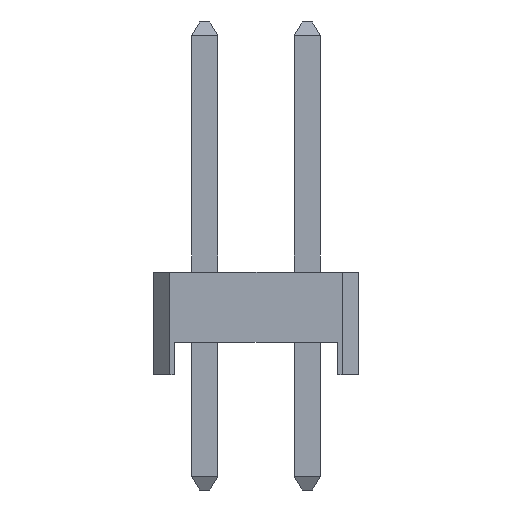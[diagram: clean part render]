
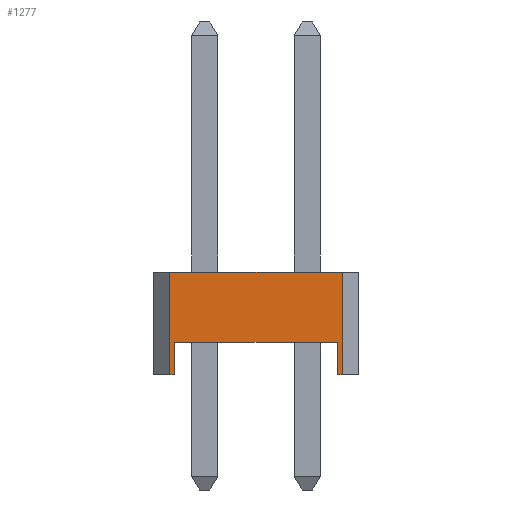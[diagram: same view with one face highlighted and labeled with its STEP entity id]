
A CAD part, left-side view. The second image highlights one B-rep face of the part: STEP entity #1277.
In plain terms, the highlighted planar face has unit normal (-1, 0, 0).
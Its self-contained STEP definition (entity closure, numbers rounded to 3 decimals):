
#632=DIRECTION('',(0.,1.,0.));
#633=VECTOR('',#632,4.28);
#634=CARTESIAN_POINT('',(-1.27,-3.41,-0.4));
#635=LINE('',#634,#633);
#765=DIRECTION('',(0.,1.,0.));
#766=VECTOR('',#765,0.12);
#767=CARTESIAN_POINT('',(-1.27,0.75,-2.94));
#768=LINE('',#767,#766);
#779=DIRECTION('',(0.,1.,0.));
#780=VECTOR('',#779,0.12);
#781=CARTESIAN_POINT('',(-1.27,-3.41,-2.94));
#782=LINE('',#781,#780);
#828=DIRECTION('',(0.,0.,-1.));
#829=VECTOR('',#828,0.8);
#830=CARTESIAN_POINT('',(-1.27,0.75,-2.14));
#831=LINE('',#830,#829);
#835=DIRECTION('',(0.,0.,-1.));
#836=VECTOR('',#835,2.54);
#837=CARTESIAN_POINT('',(-1.27,0.87,-0.4));
#838=LINE('',#837,#836);
#842=DIRECTION('',(0.,0.,-1.));
#843=VECTOR('',#842,2.54);
#844=CARTESIAN_POINT('',(-1.27,-3.41,-0.4));
#845=LINE('',#844,#843);
#849=DIRECTION('',(0.,0.,-1.));
#850=VECTOR('',#849,0.8);
#851=CARTESIAN_POINT('',(-1.27,-3.29,-2.14));
#852=LINE('',#851,#850);
#856=DIRECTION('',(0.,1.,0.));
#857=VECTOR('',#856,4.04);
#858=CARTESIAN_POINT('',(-1.27,-3.29,-2.14));
#859=LINE('',#858,#857);
#970=CARTESIAN_POINT('',(-1.27,0.87,-0.4));
#972=VERTEX_POINT('',#970);
#975=CARTESIAN_POINT('',(-1.27,0.87,-2.94));
#976=VERTEX_POINT('',#975);
#977=CARTESIAN_POINT('',(-1.27,-3.41,-0.4));
#979=VERTEX_POINT('',#977);
#981=CARTESIAN_POINT('',(-1.27,-3.41,-2.94));
#982=VERTEX_POINT('',#981);
#1001=CARTESIAN_POINT('',(-1.27,0.75,-2.14));
#1002=CARTESIAN_POINT('',(-1.27,0.75,-2.94));
#1003=VERTEX_POINT('',#1001);
#1004=VERTEX_POINT('',#1002);
#1005=CARTESIAN_POINT('',(-1.27,-3.29,-2.14));
#1006=CARTESIAN_POINT('',(-1.27,-3.29,-2.94));
#1007=VERTEX_POINT('',#1005);
#1008=VERTEX_POINT('',#1006);
#1260=CARTESIAN_POINT('',(-1.27,1.27,-0.4));
#1261=DIRECTION('',(-1.,0.,0.));
#1262=DIRECTION('',(0.,-1.,0.));
#1263=AXIS2_PLACEMENT_3D('',#1260,#1261,#1262);
#1264=PLANE('',#1263);
#1265=ORIENTED_EDGE('',*,*,#1178,.T.);
#1266=ORIENTED_EDGE('',*,*,#1197,.T.);
#1267=ORIENTED_EDGE('',*,*,#1253,.F.);
#1268=ORIENTED_EDGE('',*,*,#1056,.F.);
#1270=ORIENTED_EDGE('',*,*,#1269,.T.);
#1271=ORIENTED_EDGE('',*,*,#1209,.T.);
#1273=ORIENTED_EDGE('',*,*,#1272,.F.);
#1274=ORIENTED_EDGE('',*,*,#1123,.T.);
#1275=EDGE_LOOP('',(#1265,#1266,#1267,#1268,#1270,#1271,#1273,#1274));
#1276=FACE_OUTER_BOUND('',#1275,.F.);
#1056=EDGE_CURVE('',#979,#972,#635,.T.);
#1123=EDGE_CURVE('',#1007,#1003,#859,.T.);
#1178=EDGE_CURVE('',#1003,#1004,#831,.T.);
#1197=EDGE_CURVE('',#1004,#976,#768,.T.);
#1209=EDGE_CURVE('',#982,#1008,#782,.T.);
#1253=EDGE_CURVE('',#972,#976,#838,.T.);
#1269=EDGE_CURVE('',#979,#982,#845,.T.);
#1272=EDGE_CURVE('',#1007,#1008,#852,.T.);
#1277=ADVANCED_FACE('',(#1276),#1264,.T.);
